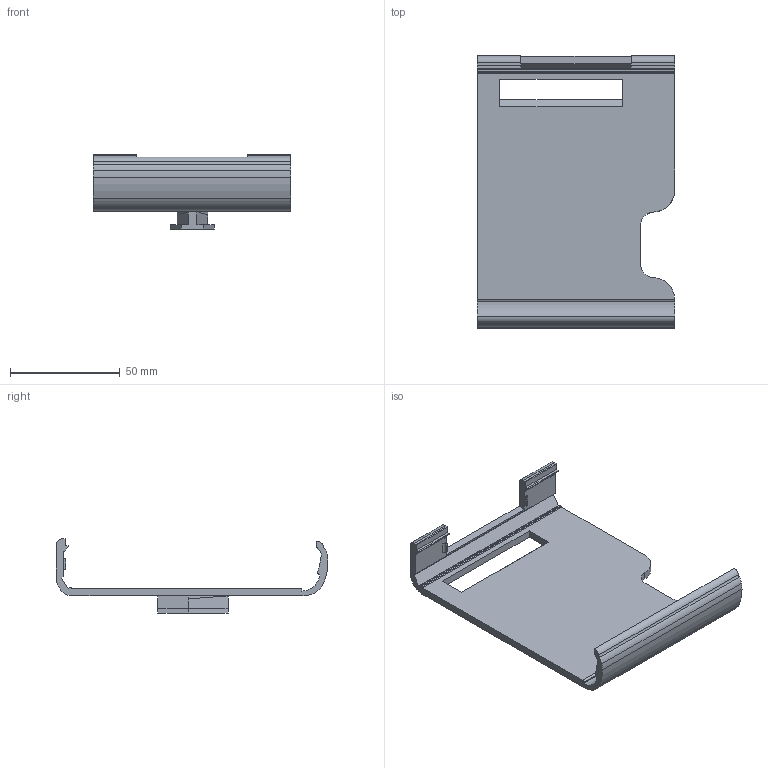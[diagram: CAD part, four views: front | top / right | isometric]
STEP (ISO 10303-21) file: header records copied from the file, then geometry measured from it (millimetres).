
FILE_DESCRIPTION(/* description */ ('','CAx-IF Rec.Pracs.---Representation and Presentation of Product Manufacturing Information (PMI)---4.0---2014-10-13'),/* implementation_level */ '2;1');
FILE_NAME(/* name */ 'steam_deck_holder.step',/* time_stamp */ '2025-04-02T01:50:01-04:00',/* author */ (''),/* organization */ (''),/* preprocessor_version */ 'ST-DEVELOPER v20',/* originating_system */ 'Autodesk Translation Framework v13.20.0.188',/* authorisation */ '');
FILE_SCHEMA (('AP242_MANAGED_MODEL_BASED_3D_ENGINEERING_MIM_LF { 1 0 10303 442 1 1 4 }'));
Length unit declared in the file: millimetre
Products named in the file (3): output; Main_Body_-_5-1-2022; attachement
Assembly tree (2 placements, depth 2):
  output
    Main_Body_-_5-1-2022
    attachement
Bounding box: 90 x 123.93 x 33.86 mm (x, y, z)
Volume: 46475.1 mm3; surface area: 30834.8 mm2
Topology: 3 solids, 3 shells, 111 faces, 312 edges, 207 vertices
Faces by surface type: plane 77, cylinder 26, bspline 8
Entity records: 3953 total; most frequent: CARTESIAN_POINT 985, ORIENTED_EDGE 624, DIRECTION 570, EDGE_CURVE 312, LINE 242, VECTOR 242, VERTEX_POINT 207, AXIS2_PLACEMENT_3D 164
